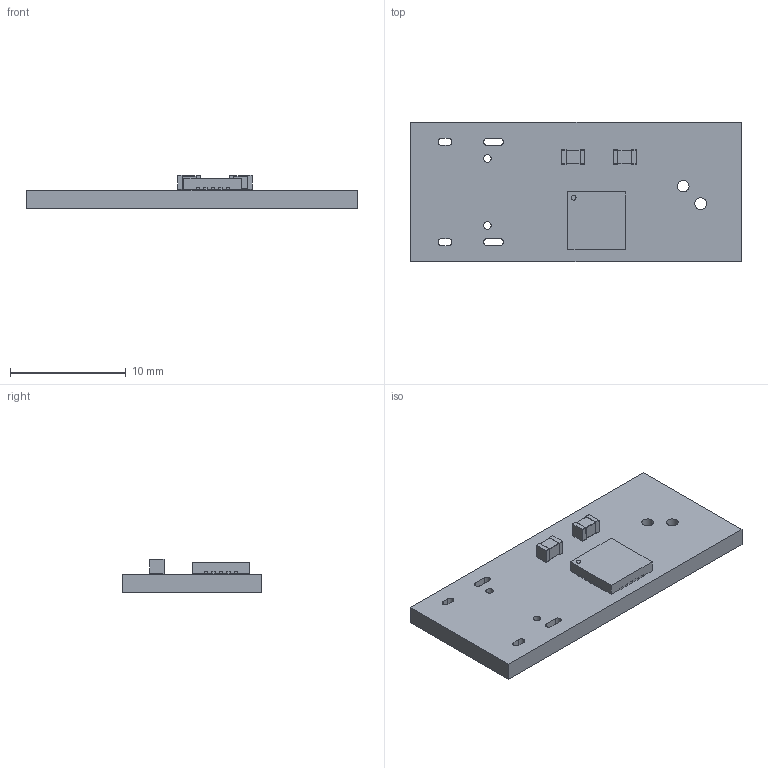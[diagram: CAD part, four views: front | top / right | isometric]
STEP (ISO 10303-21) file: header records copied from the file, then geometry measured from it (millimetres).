
FILE_DESCRIPTION(('KiCad electronic assembly'),'2;1');
FILE_NAME('design-3D.step','2021-10-24T07:38:35',('An Author'),( 'A Company'),'Open CASCADE STEP processor 7.3', 'KiCad to STEP converter','Unknown');
FILE_SCHEMA(('AUTOMOTIVE_DESIGN { 1 0 10303 214 1 1 1 1 }'));
Length unit declared in the file: millimetre
Products named in the file (6): Open CASCADE STEP translator 7.3 1; VQFN-20; COMPOUND; C_0805_2012Metric; SOLID
Assembly tree (6 placements, depth 3):
  Open CASCADE STEP translator 7.3 1
    VQFN-20
      COMPOUND
    C_0805_2012Metric  x2
      SOLID
    COMPOUND
Bounding box: 28.5 x 12 x 2.9 mm (x, y, z)
Volume: 568.7 mm3; surface area: 977.4 mm2
Topology: 26 solids, 26 shells, 318 faces, 780 edges, 520 vertices
Faces by surface type: plane 228, cylinder 90
Full cylindrical faces by diameter (mm): 0.65 x2, 1 x2
Entity records: 19205 total; most frequent: CARTESIAN_POINT 3421, DIRECTION 2786, LINE 1812, VECTOR 1812, ORIENTED_EDGE 1416, PCURVE 1416, DEFINITIONAL_REPRESENTATION 1416, EDGE_CURVE 708
